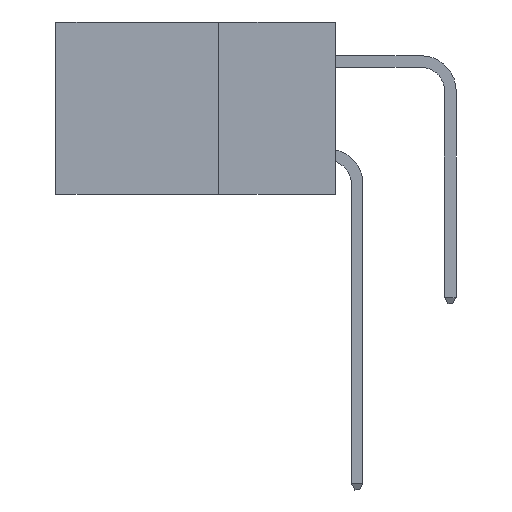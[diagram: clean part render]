
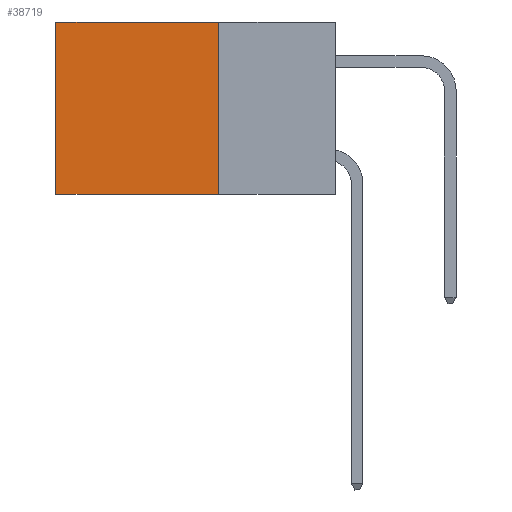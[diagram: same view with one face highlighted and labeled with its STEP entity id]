
A CAD part, left-side view. The second image highlights one B-rep face of the part: STEP entity #38719.
In plain terms, the highlighted planar face has unit normal (-1, 0, 0).
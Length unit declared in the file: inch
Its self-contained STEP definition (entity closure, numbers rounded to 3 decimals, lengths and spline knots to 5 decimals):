
#5 = AXIS2_PLACEMENT_3D ( 'NONE', #27174, #30382, #39396 ) ;
#2494 = VECTOR ( 'NONE', #13808, 39.37008 ) ;
#2687 = PLANE ( 'NONE',  #5 ) ;
#4004 = CARTESIAN_POINT ( 'NONE',  ( 0.2875, 0.25, -0.37 ) ) ;
#6994 = ORIENTED_EDGE ( 'NONE', *, *, #18578, .F. ) ;
#7032 = LINE ( 'NONE', #22258, #27782 ) ;
#7512 = EDGE_CURVE ( 'NONE', #25025, #27421, #13998, .T. ) ;
#7963 = EDGE_CURVE ( 'NONE', #20793, #37083, #29225, .T. ) ;
#8199 = ORIENTED_EDGE ( 'NONE', *, *, #15055, .T. ) ;
#8480 = VECTOR ( 'NONE', #12409, 39.37008 ) ;
#9949 = VECTOR ( 'NONE', #20378, 39.37008 ) ;
#12214 = CARTESIAN_POINT ( 'NONE',  ( 0.2875, 0.6, 0. ) ) ;
#12409 = DIRECTION ( 'NONE',  ( 0., 0., -1. ) ) ;
#13267 = CARTESIAN_POINT ( 'NONE',  ( 0.2875, 0.6, -0.37 ) ) ;
#13808 = DIRECTION ( 'NONE',  ( 0., 1., 0. ) ) ;
#13998 = LINE ( 'NONE', #29666, #2494 ) ;
#15055 = EDGE_CURVE ( 'NONE', #37083, #27421, #18241, .T. ) ;
#15463 = ORIENTED_EDGE ( 'NONE', *, *, #7963, .T. ) ;
#18115 = FACE_OUTER_BOUND ( 'NONE', #25237, .T. ) ;
#18241 = LINE ( 'NONE', #12214, #8480 ) ;
#18578 = EDGE_CURVE ( 'NONE', #20793, #25025, #7032, .T. ) ;
#19736 = ORIENTED_EDGE ( 'NONE', *, *, #7512, .F. ) ;
#20378 = DIRECTION ( 'NONE',  ( 0., 1., 0. ) ) ;
#20793 = VERTEX_POINT ( 'NONE', #28000 ) ;
#22258 = CARTESIAN_POINT ( 'NONE',  ( 0.2875, 0.25, 0. ) ) ;
#25025 = VERTEX_POINT ( 'NONE', #4004 ) ;
#25237 = EDGE_LOOP ( 'NONE', ( #8199, #19736, #6994, #15463 ) ) ;
#27174 = CARTESIAN_POINT ( 'NONE',  ( 0.2875, 0.25, 0. ) ) ;
#27421 = VERTEX_POINT ( 'NONE', #13267 ) ;
#27782 = VECTOR ( 'NONE', #33905, 39.37008 ) ;
#28000 = CARTESIAN_POINT ( 'NONE',  ( 0.2875, 0.25, 0. ) ) ;
#29225 = LINE ( 'NONE', #32429, #9949 ) ;
#29666 = CARTESIAN_POINT ( 'NONE',  ( 0.2875, 0.25, -0.37 ) ) ;
#30382 = DIRECTION ( 'NONE',  ( 1., 0., 0. ) ) ;
#32429 = CARTESIAN_POINT ( 'NONE',  ( 0.2875, 0.25, 0. ) ) ;
#32782 = CARTESIAN_POINT ( 'NONE',  ( 0.2875, 0.6, 0. ) ) ;
#33905 = DIRECTION ( 'NONE',  ( 0., 0., -1. ) ) ;
#37083 = VERTEX_POINT ( 'NONE', #32782 ) ;
#38719 = ADVANCED_FACE ( 'NONE', ( #18115 ), #2687, .F. ) ;
#39396 = DIRECTION ( 'NONE',  ( 0., 0., -1. ) ) ;
